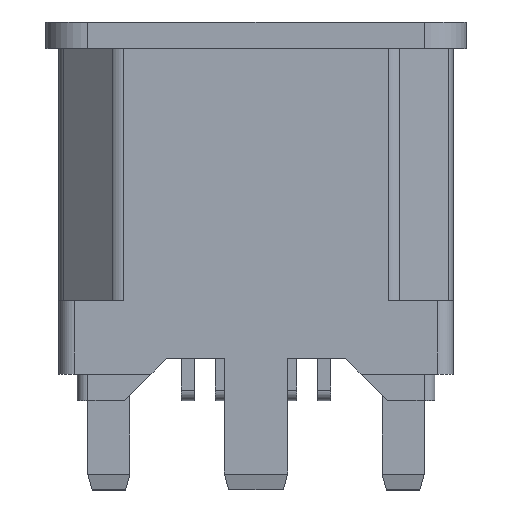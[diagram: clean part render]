
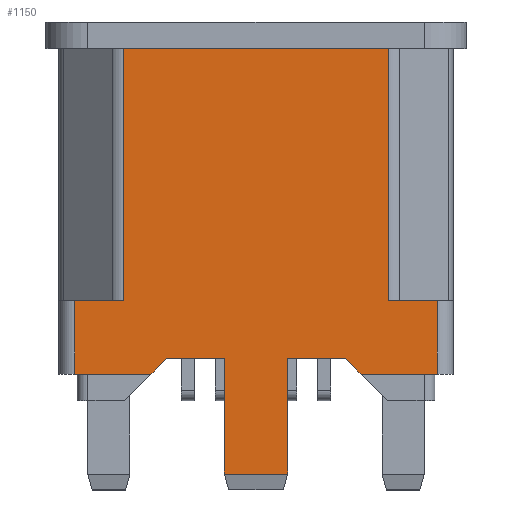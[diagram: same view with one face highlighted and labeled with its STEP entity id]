
A CAD part, top view. The second image highlights one B-rep face of the part: STEP entity #1150.
In plain terms, the highlighted planar face has unit normal (0, 0, 1).
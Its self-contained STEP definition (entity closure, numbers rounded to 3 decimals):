
#6 = LINE ( 'NONE', #1139, #1391 ) ;
#64 = CARTESIAN_POINT ( 'NONE',  ( 3.45, 0.5, 1.25 ) ) ;
#103 = CARTESIAN_POINT ( 'NONE',  ( 1.7, 0.8, 1.25 ) ) ;
#139 = CARTESIAN_POINT ( 'NONE',  ( -3.45, 0.5, 1.25 ) ) ;
#220 = VERTEX_POINT ( 'NONE', #3463 ) ;
#221 = CARTESIAN_POINT ( 'NONE',  ( 0.375, 2.875, 1.25 ) ) ;
#228 = CARTESIAN_POINT ( 'NONE',  ( 0.6, -1.7, 1.25 ) ) ;
#230 = ORIENTED_EDGE ( 'NONE', *, *, #2075, .T. ) ;
#234 = DIRECTION ( 'NONE',  ( -1., 0., 0. ) ) ;
#244 = DIRECTION ( 'NONE',  ( 1., 0., 0. ) ) ;
#256 = DIRECTION ( 'NONE',  ( 0., -1., 0. ) ) ;
#276 = VERTEX_POINT ( 'NONE', #2633 ) ;
#277 = VERTEX_POINT ( 'NONE', #2926 ) ;
#287 = LINE ( 'NONE', #228, #930 ) ;
#376 = VECTOR ( 'NONE', #234, 1000. ) ;
#426 = VECTOR ( 'NONE', #1114, 1000. ) ;
#441 = VERTEX_POINT ( 'NONE', #848 ) ;
#444 = CARTESIAN_POINT ( 'NONE',  ( -2.523, 6.7, 1.25 ) ) ;
#445 = VECTOR ( 'NONE', #2172, 1000. ) ;
#453 = CARTESIAN_POINT ( 'NONE',  ( -3.825, 6.325, 1.25 ) ) ;
#460 = CARTESIAN_POINT ( 'NONE',  ( -2.647, 1.9, 1.25 ) ) ;
#478 = VECTOR ( 'NONE', #256, 1000. ) ;
#479 = DIRECTION ( 'NONE',  ( -1., 0., 0. ) ) ;
#526 = CARTESIAN_POINT ( 'NONE',  ( 0.6, -1.4, 1.25 ) ) ;
#587 = LINE ( 'NONE', #1470, #3117 ) ;
#655 = ORIENTED_EDGE ( 'NONE', *, *, #1865, .F. ) ;
#670 = VECTOR ( 'NONE', #2462, 1000. ) ;
#707 = DIRECTION ( 'NONE',  ( 0., -1., 0. ) ) ;
#814 = DIRECTION ( 'NONE',  ( 1., 0., 0. ) ) ;
#848 = CARTESIAN_POINT ( 'NONE',  ( -1.7, 0.8, 1.25 ) ) ;
#852 = VECTOR ( 'NONE', #244, 1000. ) ;
#896 = LINE ( 'NONE', #3053, #1207 ) ;
#911 = ORIENTED_EDGE ( 'NONE', *, *, #2762, .T. ) ;
#930 = VECTOR ( 'NONE', #2216, 1000. ) ;
#932 = DIRECTION ( 'NONE',  ( 0., 0., -1. ) ) ;
#943 = EDGE_CURVE ( 'NONE', #441, #2865, #6, .T. ) ;
#948 = CARTESIAN_POINT ( 'NONE',  ( 2.523, 1.9, 1.25 ) ) ;
#949 = VERTEX_POINT ( 'NONE', #1624 ) ;
#981 = CARTESIAN_POINT ( 'NONE',  ( 3.45, 1.9, 1.25 ) ) ;
#1025 = LINE ( 'NONE', #2154, #478 ) ;
#1038 = VERTEX_POINT ( 'NONE', #526 ) ;
#1114 = DIRECTION ( 'NONE',  ( 0., 1., 0. ) ) ;
#1139 = CARTESIAN_POINT ( 'NONE',  ( -3.45, 0.8, 1.25 ) ) ;
#1150 = ADVANCED_FACE ( 'NONE', ( #1206 ), #3097, .F. ) ;
#1155 = DIRECTION ( 'NONE',  ( -1., 0., 0. ) ) ;
#1195 = EDGE_CURVE ( 'NONE', #1263, #1687, #2510, .T. ) ;
#1196 = DIRECTION ( 'NONE',  ( 0., -1., 0. ) ) ;
#1197 = VECTOR ( 'NONE', #2811, 1000. ) ;
#1206 = FACE_OUTER_BOUND ( 'NONE', #1723, .T. ) ;
#1207 = VECTOR ( 'NONE', #3037, 1000. ) ;
#1263 = VERTEX_POINT ( 'NONE', #1867 ) ;
#1282 = ORIENTED_EDGE ( 'NONE', *, *, #943, .T. ) ;
#1317 = CARTESIAN_POINT ( 'NONE',  ( -3.45, 6.7, 1.25 ) ) ;
#1391 = VECTOR ( 'NONE', #814, 1000. ) ;
#1441 = CARTESIAN_POINT ( 'NONE',  ( -3.45, 6.7, 1.25 ) ) ;
#1470 = CARTESIAN_POINT ( 'NONE',  ( 3.45, 6.7, 1.25 ) ) ;
#1483 = ORIENTED_EDGE ( 'NONE', *, *, #2328, .T. ) ;
#1484 = ORIENTED_EDGE ( 'NONE', *, *, #1685, .T. ) ;
#1497 = EDGE_CURVE ( 'NONE', #3079, #3088, #3310, .T. ) ;
#1503 = VECTOR ( 'NONE', #1155, 1000. ) ;
#1573 = ORIENTED_EDGE ( 'NONE', *, *, #1998, .T. ) ;
#1585 = EDGE_CURVE ( 'NONE', #3035, #2611, #2107, .T. ) ;
#1588 = VERTEX_POINT ( 'NONE', #444 ) ;
#1613 = LINE ( 'NONE', #2676, #852 ) ;
#1624 = CARTESIAN_POINT ( 'NONE',  ( 2., 0.5, 1.25 ) ) ;
#1685 = EDGE_CURVE ( 'NONE', #2611, #1687, #2329, .T. ) ;
#1687 = VERTEX_POINT ( 'NONE', #139 ) ;
#1723 = EDGE_LOOP ( 'NONE', ( #2224, #911, #1881, #1484, #2091, #1823, #1282, #655, #1483, #3493, #1573, #3161, #2386, #2790, #1750, #230 ) ) ;
#1728 = EDGE_CURVE ( 'NONE', #1038, #277, #287, .T. ) ;
#1750 = ORIENTED_EDGE ( 'NONE', *, *, #1497, .T. ) ;
#1815 = VECTOR ( 'NONE', #2669, 1000. ) ;
#1823 = ORIENTED_EDGE ( 'NONE', *, *, #2825, .T. ) ;
#1865 = EDGE_CURVE ( 'NONE', #220, #2865, #2697, .T. ) ;
#1867 = CARTESIAN_POINT ( 'NONE',  ( -2., 0.5, 1.25 ) ) ;
#1881 = ORIENTED_EDGE ( 'NONE', *, *, #1585, .T. ) ;
#1932 = CARTESIAN_POINT ( 'NONE',  ( -0.6, -1.7, 1.25 ) ) ;
#1998 = EDGE_CURVE ( 'NONE', #277, #3491, #1613, .T. ) ;
#2053 = EDGE_CURVE ( 'NONE', #3079, #2244, #587, .T. ) ;
#2075 = EDGE_CURVE ( 'NONE', #3088, #276, #896, .T. ) ;
#2091 = ORIENTED_EDGE ( 'NONE', *, *, #1195, .F. ) ;
#2107 = LINE ( 'NONE', #460, #2264 ) ;
#2154 = CARTESIAN_POINT ( 'NONE',  ( -2.523, 6.7, 1.25 ) ) ;
#2172 = DIRECTION ( 'NONE',  ( 1., 0., 0. ) ) ;
#2183 = CARTESIAN_POINT ( 'NONE',  ( 3.45, 0.5, 1.25 ) ) ;
#2206 = LINE ( 'NONE', #2935, #445 ) ;
#2216 = DIRECTION ( 'NONE',  ( 0., 1., 0. ) ) ;
#2224 = ORIENTED_EDGE ( 'NONE', *, *, #2267, .F. ) ;
#2244 = VERTEX_POINT ( 'NONE', #3224 ) ;
#2264 = VECTOR ( 'NONE', #479, 1000. ) ;
#2267 = EDGE_CURVE ( 'NONE', #1588, #276, #3495, .T. ) ;
#2328 = EDGE_CURVE ( 'NONE', #220, #1038, #2206, .T. ) ;
#2329 = LINE ( 'NONE', #2836, #2575 ) ;
#2331 = CARTESIAN_POINT ( 'NONE',  ( -2.523, 1.9, 1.25 ) ) ;
#2371 = CARTESIAN_POINT ( 'NONE',  ( -3.45, 1.9, 1.25 ) ) ;
#2386 = ORIENTED_EDGE ( 'NONE', *, *, #2741, .F. ) ;
#2421 = AXIS2_PLACEMENT_3D ( 'NONE', #1441, #932, #3337 ) ;
#2462 = DIRECTION ( 'NONE',  ( 1., 0., 0. ) ) ;
#2500 = EDGE_CURVE ( 'NONE', #3491, #949, #2863, .T. ) ;
#2510 = LINE ( 'NONE', #64, #1503 ) ;
#2575 = VECTOR ( 'NONE', #707, 1000. ) ;
#2611 = VERTEX_POINT ( 'NONE', #2371 ) ;
#2633 = CARTESIAN_POINT ( 'NONE',  ( 2.523, 6.7, 1.25 ) ) ;
#2669 = DIRECTION ( 'NONE',  ( 0.707, 0.707, 0. ) ) ;
#2676 = CARTESIAN_POINT ( 'NONE',  ( -3.45, 0.8, 1.25 ) ) ;
#2697 = LINE ( 'NONE', #1932, #426 ) ;
#2707 = CARTESIAN_POINT ( 'NONE',  ( -0.6, 0.8, 1.25 ) ) ;
#2741 = EDGE_CURVE ( 'NONE', #2244, #949, #3506, .T. ) ;
#2762 = EDGE_CURVE ( 'NONE', #1588, #3035, #1025, .T. ) ;
#2790 = ORIENTED_EDGE ( 'NONE', *, *, #2053, .F. ) ;
#2811 = DIRECTION ( 'NONE',  ( 0.707, -0.707, 0. ) ) ;
#2819 = DIRECTION ( 'NONE',  ( -1., 0., 0. ) ) ;
#2825 = EDGE_CURVE ( 'NONE', #1263, #441, #3450, .T. ) ;
#2836 = CARTESIAN_POINT ( 'NONE',  ( -3.45, 6.7, 1.25 ) ) ;
#2863 = LINE ( 'NONE', #453, #1197 ) ;
#2865 = VERTEX_POINT ( 'NONE', #2707 ) ;
#2926 = CARTESIAN_POINT ( 'NONE',  ( 0.6, 0.8, 1.25 ) ) ;
#2935 = CARTESIAN_POINT ( 'NONE',  ( 0.6, -1.4, 1.25 ) ) ;
#3035 = VERTEX_POINT ( 'NONE', #2331 ) ;
#3037 = DIRECTION ( 'NONE',  ( 0., 1., 0. ) ) ;
#3053 = CARTESIAN_POINT ( 'NONE',  ( 2.523, 6.7, 1.25 ) ) ;
#3079 = VERTEX_POINT ( 'NONE', #981 ) ;
#3088 = VERTEX_POINT ( 'NONE', #948 ) ;
#3097 = PLANE ( 'NONE',  #2421 ) ;
#3117 = VECTOR ( 'NONE', #1196, 1000. ) ;
#3135 = VECTOR ( 'NONE', #2819, 1000. ) ;
#3161 = ORIENTED_EDGE ( 'NONE', *, *, #2500, .T. ) ;
#3224 = CARTESIAN_POINT ( 'NONE',  ( 3.45, 0.5, 1.25 ) ) ;
#3310 = LINE ( 'NONE', #3330, #3135 ) ;
#3330 = CARTESIAN_POINT ( 'NONE',  ( 3.45, 1.9, 1.25 ) ) ;
#3337 = DIRECTION ( 'NONE',  ( -1., 0., 0. ) ) ;
#3450 = LINE ( 'NONE', #221, #1815 ) ;
#3463 = CARTESIAN_POINT ( 'NONE',  ( -0.6, -1.4, 1.25 ) ) ;
#3491 = VERTEX_POINT ( 'NONE', #103 ) ;
#3493 = ORIENTED_EDGE ( 'NONE', *, *, #1728, .T. ) ;
#3495 = LINE ( 'NONE', #1317, #670 ) ;
#3506 = LINE ( 'NONE', #2183, #376 ) ;
